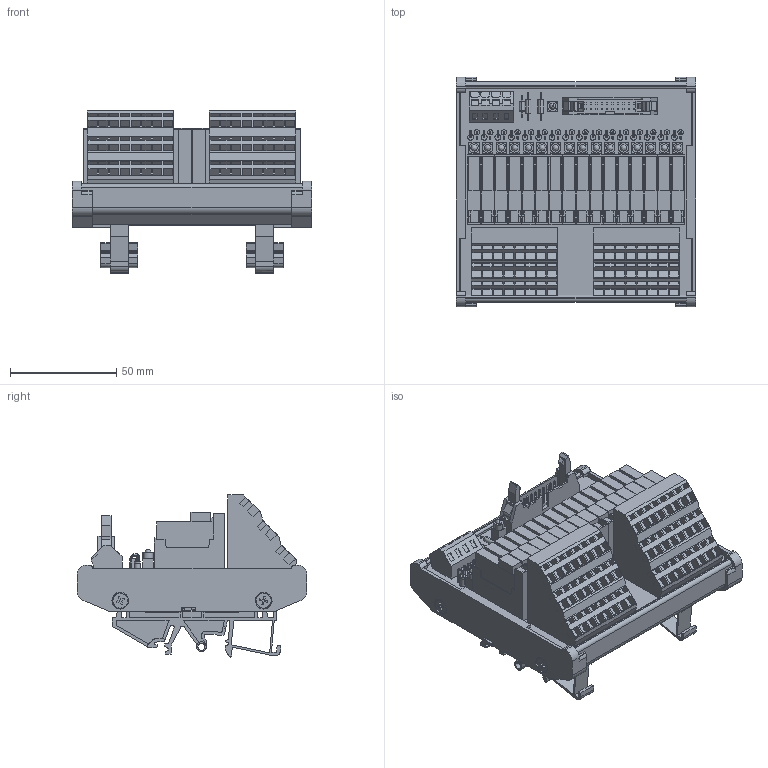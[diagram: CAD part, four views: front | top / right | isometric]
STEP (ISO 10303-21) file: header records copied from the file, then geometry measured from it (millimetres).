
FILE_DESCRIPTION(('CATIA V5R22 STEP214','CAx-IF Rec.Pracs.--- Model Styling and Organization---1.4--- 2014-01-23'),'2;1');
FILE_NAME ('013672-1_0', '2023-05-10T09:45:36+00:00', ('Weidmueller Interface'), ('Weidmueller'), 'CATIA Version 5-6 Release 2016 SP3 HF44', 'CATIA V5 STEP AP214', 'none');
FILE_SCHEMA(('AUTOMOTIVE_DESIGN { 1 0 10303 214 1 1 1 1 }'));
Products named in the file (1): 1457320000_RSMS-16H 24V+ 1CO Z
Bounding box: 113 x 108.2 x 76.35 mm (x, y, z)
Volume: 229150.1 mm3; surface area: 160457.1 mm2
Topology: 1 solids, 9 shells, 3521 faces, 9688 edges, 6287 vertices
Faces by surface type: plane 2648, cylinder 714, torus 140, bspline 19
Entity records: 117243 total; most frequent: CARTESIAN_POINT 24753, ORIENTED_EDGE 19304, DIRECTION 16270, EDGE_CURVE 9652, VECTOR 7806, LINE 7806, VERTEX_POINT 6287, AXIS2_PLACEMENT_3D 4963
